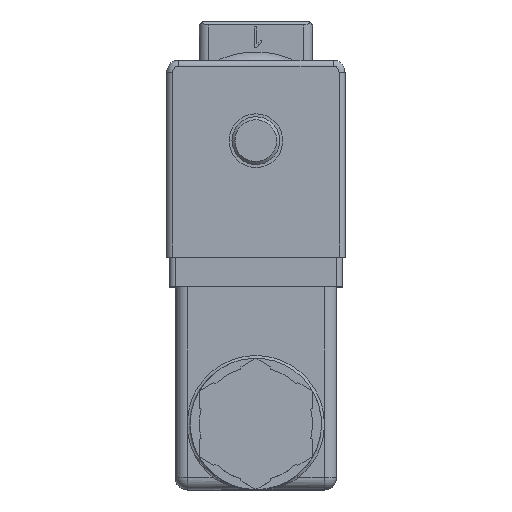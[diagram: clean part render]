
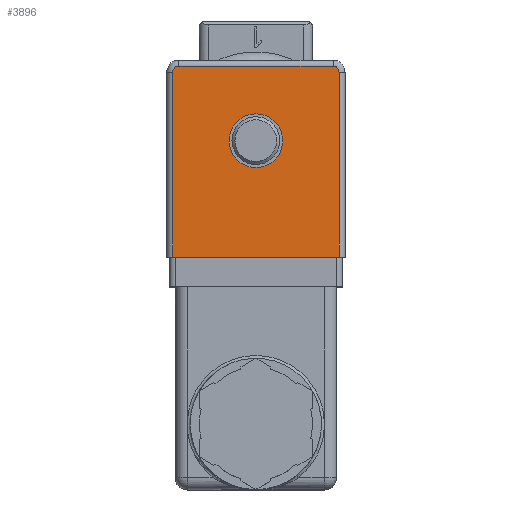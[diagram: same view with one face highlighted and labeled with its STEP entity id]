
A CAD part, top view. The second image highlights one B-rep face of the part: STEP entity #3896.
In plain terms, the highlighted planar face has unit normal (0, 0, 1).
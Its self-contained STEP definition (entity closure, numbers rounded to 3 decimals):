
#252=FACE_BOUND('',#648,.T.);
#392=FACE_OUTER_BOUND('',#647,.T.);
#647=EDGE_LOOP('',(#2826,#2827,#2828,#2829,#2830,#2831));
#648=EDGE_LOOP('',(#2832));
#959=LINE('',#5981,#1235);
#960=LINE('',#5985,#1236);
#961=LINE('',#5989,#1237);
#962=LINE('',#5990,#1238);
#1235=VECTOR('',#4780,31.);
#1236=VECTOR('',#4783,25.9);
#1237=VECTOR('',#4786,31.);
#1238=VECTOR('',#4787,27.9);
#1446=CIRCLE('',#4185,1.);
#1447=CIRCLE('',#4186,1.);
#1448=CIRCLE('',#4187,4.25);
#1674=VERTEX_POINT('',#5979);
#1675=VERTEX_POINT('',#5980);
#1676=VERTEX_POINT('',#5982);
#1677=VERTEX_POINT('',#5984);
#1678=VERTEX_POINT('',#5986);
#1679=VERTEX_POINT('',#5988);
#1680=VERTEX_POINT('',#5991);
#2095=EDGE_CURVE('',#1674,#1675,#959,.T.);
#2096=EDGE_CURVE('',#1676,#1674,#1446,.T.);
#2097=EDGE_CURVE('',#1677,#1676,#960,.T.);
#2098=EDGE_CURVE('',#1678,#1677,#1447,.T.);
#2099=EDGE_CURVE('',#1679,#1678,#961,.T.);
#2100=EDGE_CURVE('',#1675,#1679,#962,.T.);
#2101=EDGE_CURVE('',#1680,#1680,#1448,.T.);
#2826=ORIENTED_EDGE('',*,*,#2095,.F.);
#2827=ORIENTED_EDGE('',*,*,#2096,.F.);
#2828=ORIENTED_EDGE('',*,*,#2097,.F.);
#2829=ORIENTED_EDGE('',*,*,#2098,.F.);
#2830=ORIENTED_EDGE('',*,*,#2099,.F.);
#2831=ORIENTED_EDGE('',*,*,#2100,.F.);
#2832=ORIENTED_EDGE('',*,*,#2101,.F.);
#3774=PLANE('',#4184);
#3896=ADVANCED_FACE('',(#392,#252),#3774,.T.);
#4184=AXIS2_PLACEMENT_3D('',#5978,#4778,#4779);
#4185=AXIS2_PLACEMENT_3D('',#5983,#4781,#4782);
#4186=AXIS2_PLACEMENT_3D('',#5987,#4784,#4785);
#4187=AXIS2_PLACEMENT_3D('',#5992,#4788,#4789);
#4778=DIRECTION('center_axis',(0.,0.,
1.));
#4779=DIRECTION('ref_axis',(1.,0.,0.));
#4780=DIRECTION('',(0.,-1.,0.));
#4781=DIRECTION('center_axis',(0.,0.,
-1.));
#4782=DIRECTION('ref_axis',(0.707,0.707,0.));
#4783=DIRECTION('',(1.,0.,0.));
#4784=DIRECTION('center_axis',(0.,0.,
-1.));
#4785=DIRECTION('ref_axis',(-0.707,0.707,0.));
#4786=DIRECTION('',(0.,1.,0.));
#4787=DIRECTION('',(-1.,0.,0.));
#4788=DIRECTION('center_axis',(0.,0.,
1.));
#4789=DIRECTION('ref_axis',(-1.,0.,0.));
#5978=CARTESIAN_POINT('Origin',(0.,-3.,
65.2));
#5979=CARTESIAN_POINT('',(13.95,11.5,65.2));
#5980=CARTESIAN_POINT('',(13.95,-19.5,65.2));
#5981=CARTESIAN_POINT('',(13.95,5.25,65.2));
#5982=CARTESIAN_POINT('',(12.95,12.5,65.2));
#5983=CARTESIAN_POINT('Origin',(12.95,11.5,65.2));
#5984=CARTESIAN_POINT('',(-12.95,12.5,65.2));
#5985=CARTESIAN_POINT('',(-7.475,12.5,65.2));
#5986=CARTESIAN_POINT('',(-13.95,11.5,65.2));
#5987=CARTESIAN_POINT('Origin',(-12.95,11.5,65.2));
#5988=CARTESIAN_POINT('',(-13.95,-19.5,65.2));
#5989=CARTESIAN_POINT('',(-13.95,-11.25,65.2));
#5990=CARTESIAN_POINT('',(-14.95,-19.5,65.2));
#5991=CARTESIAN_POINT('',(4.25,0.,65.2));
#5992=CARTESIAN_POINT('Origin',(0.,0.,
65.2));
